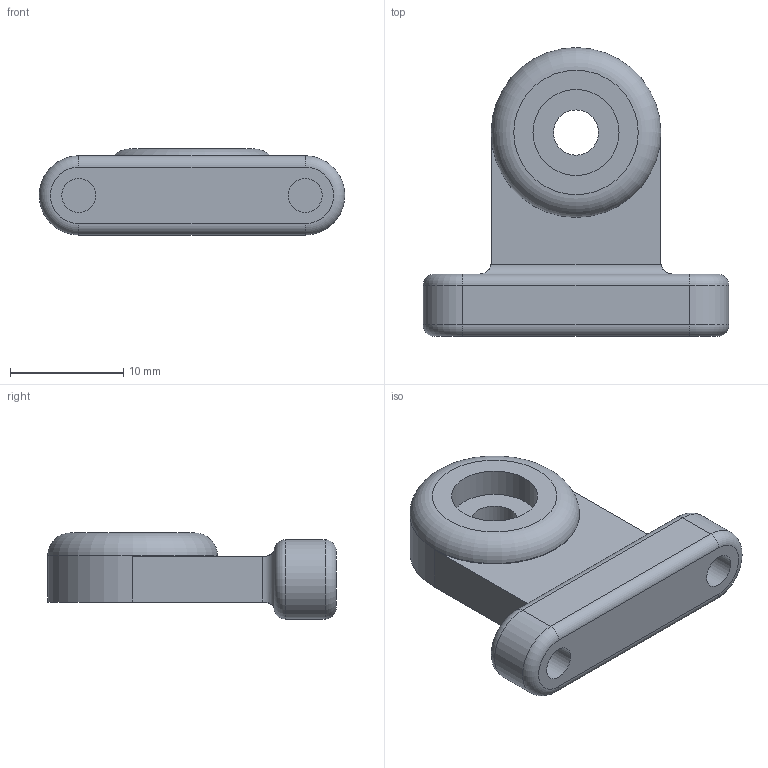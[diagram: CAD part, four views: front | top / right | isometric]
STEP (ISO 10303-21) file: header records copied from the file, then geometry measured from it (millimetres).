
FILE_DESCRIPTION(/* description */ (''),/* implementation_level */ '2;1');
FILE_NAME(/* name */ 'Ender 3 v3 se y endstop.step',/* time_stamp */ '2025-11-08T21:55:01+01:00',/* author */ (''),/* organization */ (''),/* preprocessor_version */ 'ST-DEVELOPER v20.1',/* originating_system */ 'Autodesk Translation Framework v14.21.0.0',/* authorisation */ '');
FILE_SCHEMA (('AUTOMOTIVE_DESIGN { 1 0 10303 214 3 1 1 }'));
Length unit declared in the file: millimetre
Products named in the file (1): Ender 3 v3 se y endstop
Bounding box: 27 x 25.5 x 7.6 mm (x, y, z)
Volume: 2064.1 mm3; surface area: 1550.7 mm2
Topology: 1 solids, 1 shells, 36 faces, 76 edges, 46 vertices
Faces by surface type: cylinder 16, plane 14, torus 6
Full cylindrical faces by diameter (mm): 3 x2, 4 x1, 7.6 x1, 12.6 x1, 15 x1
Entity records: 1043 total; most frequent: CARTESIAN_POINT 207, DIRECTION 184, ORIENTED_EDGE 152, EDGE_CURVE 76, AXIS2_PLACEMENT_3D 75, VERTEX_POINT 46, EDGE_LOOP 42, CIRCLE 38
